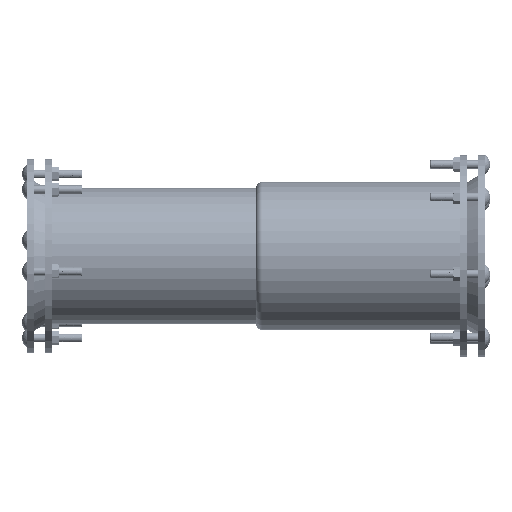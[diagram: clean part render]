
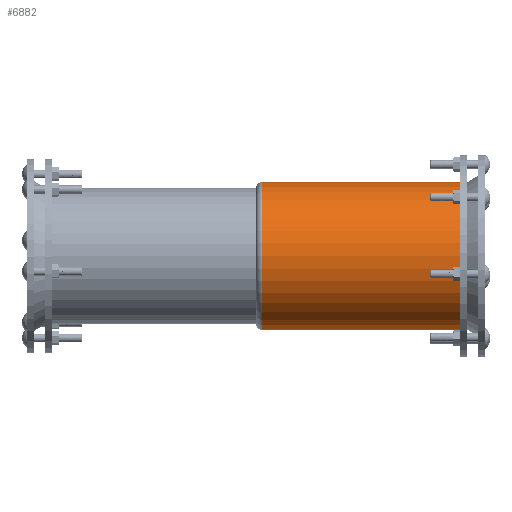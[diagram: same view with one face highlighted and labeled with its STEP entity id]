
A CAD part, left-side view. The second image highlights one B-rep face of the part: STEP entity #6882.
In plain terms, the highlighted cylindrical face has radius 84.201 mm (diameter 168.402 mm), a partial arc.
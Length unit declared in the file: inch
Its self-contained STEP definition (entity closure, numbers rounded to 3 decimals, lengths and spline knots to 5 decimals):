
#252 = DIRECTION ( 'NONE',  ( 0., -1., 0. ) ) ;
#388 = VERTEX_POINT ( 'NONE', #4033 ) ;
#2967 = CYLINDRICAL_SURFACE ( 'NONE', #10693, 3.315 ) ;
#3265 = LINE ( 'NONE', #12501, #8166 ) ;
#3353 = DIRECTION ( 'NONE',  ( 0., -1., 0. ) ) ;
#4033 = CARTESIAN_POINT ( 'NONE',  ( 0., 9.25005, -3.315 ) ) ;
#4862 = EDGE_CURVE ( 'NONE', #15013, #8347, #14298, .T. ) ;
#5023 = EDGE_CURVE ( 'NONE', #11334, #388, #13731, .T. ) ;
#5544 = AXIS2_PLACEMENT_3D ( 'NONE', #12835, #6106, #9030 ) ;
#5744 = DIRECTION ( 'NONE',  ( 0., 0., 1. ) ) ;
#5895 = CARTESIAN_POINT ( 'NONE',  ( 0., 0., 3.315 ) ) ;
#6085 = LINE ( 'NONE', #16604, #12230 ) ;
#6106 = DIRECTION ( 'NONE',  ( 0., 1., 0. ) ) ;
#6882 = ADVANCED_FACE ( 'NONE', ( #9906 ), #2967, .T. ) ;
#6889 = ORIENTED_EDGE ( 'NONE', *, *, #14980, .F. ) ;
#7267 = ORIENTED_EDGE ( 'NONE', *, *, #4862, .T. ) ;
#8166 = VECTOR ( 'NONE', #3353, 39.37008 ) ;
#8299 = CARTESIAN_POINT ( 'NONE',  ( 0., 9.5, 0. ) ) ;
#8347 = VERTEX_POINT ( 'NONE', #5895 ) ;
#8387 = DIRECTION ( 'NONE',  ( 0., 0., -1. ) ) ;
#8664 = DIRECTION ( 'NONE',  ( 0., -1., 0. ) ) ;
#9030 = DIRECTION ( 'NONE',  ( 0., 0., 1. ) ) ;
#9906 = FACE_OUTER_BOUND ( 'NONE', #15224, .T. ) ;
#10605 = EDGE_CURVE ( 'NONE', #388, #15013, #3265, .T. ) ;
#10661 = AXIS2_PLACEMENT_3D ( 'NONE', #12470, #12553, #5744 ) ;
#10693 = AXIS2_PLACEMENT_3D ( 'NONE', #8299, #252, #8387 ) ;
#11334 = VERTEX_POINT ( 'NONE', #13451 ) ;
#12230 = VECTOR ( 'NONE', #8664, 39.37008 ) ;
#12470 = CARTESIAN_POINT ( 'NONE',  ( 0., 9.25005, 0. ) ) ;
#12501 = CARTESIAN_POINT ( 'NONE',  ( 0., 9.5, -3.315 ) ) ;
#12553 = DIRECTION ( 'NONE',  ( 0., -1., 0. ) ) ;
#12818 = CARTESIAN_POINT ( 'NONE',  ( 0., 0., -3.315 ) ) ;
#12835 = CARTESIAN_POINT ( 'NONE',  ( 0., 0., 0. ) ) ;
#13451 = CARTESIAN_POINT ( 'NONE',  ( 0., 9.25005, 3.315 ) ) ;
#13731 = CIRCLE ( 'NONE', #10661, 3.315 ) ;
#14298 = CIRCLE ( 'NONE', #5544, 3.315 ) ;
#14683 = ORIENTED_EDGE ( 'NONE', *, *, #5023, .T. ) ;
#14980 = EDGE_CURVE ( 'NONE', #11334, #8347, #6085, .T. ) ;
#15013 = VERTEX_POINT ( 'NONE', #12818 ) ;
#15224 = EDGE_LOOP ( 'NONE', ( #6889, #14683, #15838, #7267 ) ) ;
#15838 = ORIENTED_EDGE ( 'NONE', *, *, #10605, .T. ) ;
#16604 = CARTESIAN_POINT ( 'NONE',  ( 0., 9.5, 3.315 ) ) ;
